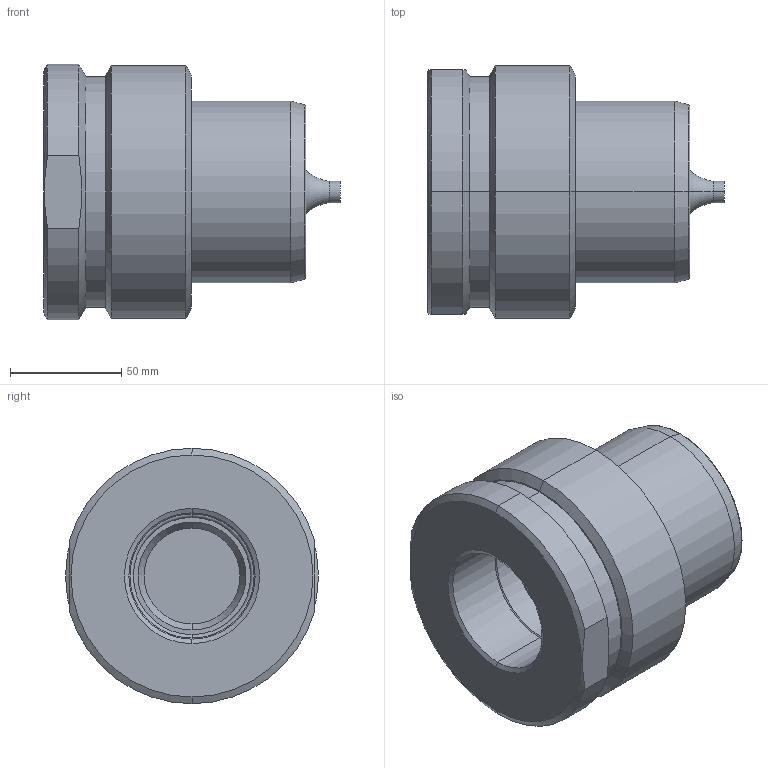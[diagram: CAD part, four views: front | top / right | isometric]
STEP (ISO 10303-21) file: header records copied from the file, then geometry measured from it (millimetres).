
FILE_DESCRIPTION (( 'STEP AP214' ), '1' );
FILE_NAME ('BH50.7108_IC_JV.STEP', '2016-10-12T14:32:35', ( '' ), ( '' ), 'SwSTEP 2.0', 'SolidWorks 2016', '' );
FILE_SCHEMA (( 'AUTOMOTIVE_DESIGN' ));
Length unit declared in the file: millimetre
Products named in the file (1): BH50.7108_IC_JV
Bounding box: 133.49 x 113.84 x 114.84 mm (x, y, z)
Volume: 812394.6 mm3; surface area: 66899.7 mm2
Topology: 1 solids, 1 shells, 52 faces, 107 edges, 62 vertices
Faces by surface type: cylinder 19, cone 18, plane 9, torus 6
Entity records: 1463 total; most frequent: DIRECTION 273, CARTESIAN_POINT 266, ORIENTED_EDGE 214, AXIS2_PLACEMENT_3D 117, EDGE_CURVE 107, CIRCLE 64, VERTEX_POINT 62, EDGE_LOOP 57
